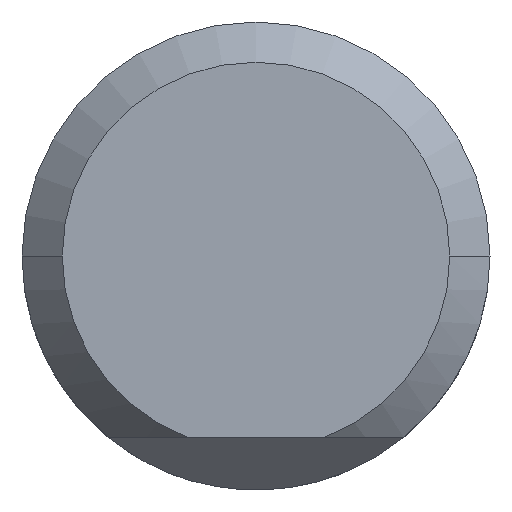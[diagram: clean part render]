
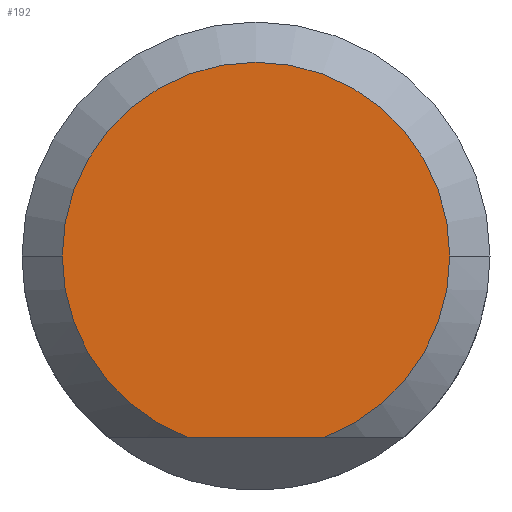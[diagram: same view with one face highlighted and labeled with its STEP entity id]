
A CAD part, left-side view. The second image highlights one B-rep face of the part: STEP entity #192.
In plain terms, the highlighted planar face has unit normal (-1, 0, 0).
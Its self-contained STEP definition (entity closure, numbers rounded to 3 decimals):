
#68 = DIRECTION ( 'NONE',  ( 0., 1., 0. ) ) ;
#152 = VECTOR ( 'NONE', #4057, 1000. ) ;
#155 = CARTESIAN_POINT ( 'NONE',  ( 0., 0., 0. ) ) ;
#192 = ADVANCED_FACE ( 'NONE', ( #731 ), #430, .F. ) ;
#404 = EDGE_CURVE ( 'NONE', #3706, #2346, #2356, .T. ) ;
#430 = PLANE ( 'NONE',  #4228 ) ;
#528 = DIRECTION ( 'NONE',  ( -1., 0., 0. ) ) ;
#579 = CARTESIAN_POINT ( 'NONE',  ( 0., -6.625, 0. ) ) ;
#731 = FACE_OUTER_BOUND ( 'NONE', #2941, .T. ) ;
#791 = CARTESIAN_POINT ( 'NONE',  ( 0., -2.335, -6.2 ) ) ;
#899 = AXIS2_PLACEMENT_3D ( 'NONE', #155, #2960, #2215 ) ;
#1076 = DIRECTION ( 'NONE',  ( 0., -1., 0. ) ) ;
#1184 = VERTEX_POINT ( 'NONE', #3025 ) ;
#1301 = CARTESIAN_POINT ( 'NONE',  ( 0., 0., 0. ) ) ;
#1696 = LINE ( 'NONE', #3012, #152 ) ;
#1730 = AXIS2_PLACEMENT_3D ( 'NONE', #2993, #528, #3619 ) ;
#1966 = EDGE_CURVE ( 'NONE', #2173, #3706, #1696, .T. ) ;
#2173 = VERTEX_POINT ( 'NONE', #2771 ) ;
#2215 = DIRECTION ( 'NONE',  ( 0., -1., 0. ) ) ;
#2346 = VERTEX_POINT ( 'NONE', #579 ) ;
#2356 = CIRCLE ( 'NONE', #899, 6.625 ) ;
#2665 = EDGE_CURVE ( 'NONE', #1184, #2173, #3578, .T. ) ;
#2699 = DIRECTION ( 'NONE',  ( -1., 0., 0. ) ) ;
#2771 = CARTESIAN_POINT ( 'NONE',  ( 0., 2.335, -6.2 ) ) ;
#2864 = DIRECTION ( 'NONE',  ( 1., 0., 0. ) ) ;
#2883 = CIRCLE ( 'NONE', #4229, 6.625 ) ;
#2941 = EDGE_LOOP ( 'NONE', ( #2987, #3780, #3510, #3373 ) ) ;
#2960 = DIRECTION ( 'NONE',  ( -1., 0., 0. ) ) ;
#2987 = ORIENTED_EDGE ( 'NONE', *, *, #404, .T. ) ;
#2993 = CARTESIAN_POINT ( 'NONE',  ( 0., 0., 0. ) ) ;
#3012 = CARTESIAN_POINT ( 'NONE',  ( 0., 0., -6.2 ) ) ;
#3025 = CARTESIAN_POINT ( 'NONE',  ( 0., 6.625, 0. ) ) ;
#3197 = CARTESIAN_POINT ( 'NONE',  ( 0., 0., 0. ) ) ;
#3373 = ORIENTED_EDGE ( 'NONE', *, *, #1966, .T. ) ;
#3510 = ORIENTED_EDGE ( 'NONE', *, *, #2665, .T. ) ;
#3578 = CIRCLE ( 'NONE', #1730, 6.625 ) ;
#3619 = DIRECTION ( 'NONE',  ( 0., -1., 0. ) ) ;
#3706 = VERTEX_POINT ( 'NONE', #791 ) ;
#3780 = ORIENTED_EDGE ( 'NONE', *, *, #3987, .T. ) ;
#3987 = EDGE_CURVE ( 'NONE', #2346, #1184, #2883, .T. ) ;
#4057 = DIRECTION ( 'NONE',  ( 0., -1., 0. ) ) ;
#4228 = AXIS2_PLACEMENT_3D ( 'NONE', #3197, #2864, #68 ) ;
#4229 = AXIS2_PLACEMENT_3D ( 'NONE', #1301, #2699, #1076 ) ;
